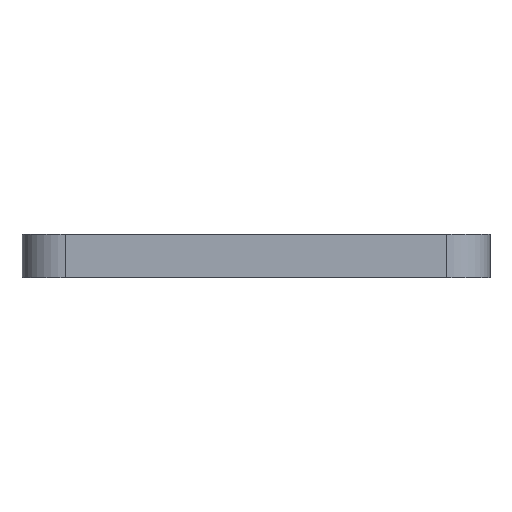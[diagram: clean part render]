
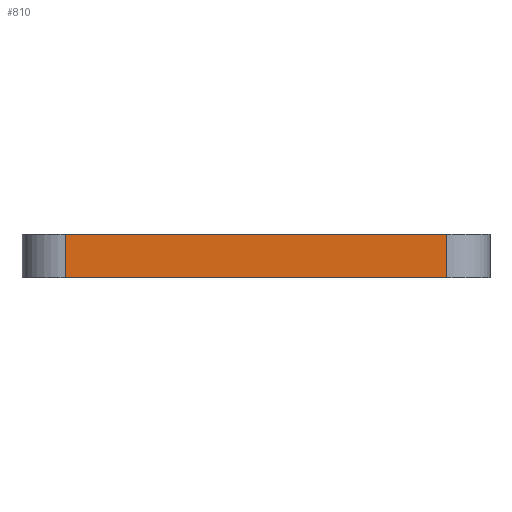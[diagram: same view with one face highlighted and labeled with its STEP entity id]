
A CAD part, front view. The second image highlights one B-rep face of the part: STEP entity #810.
In plain terms, the highlighted planar face has unit normal (0, -1, 0).
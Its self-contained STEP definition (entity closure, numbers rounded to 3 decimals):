
#123 = VERTEX_POINT ( 'NONE', #512 ) ;
#230 = EDGE_CURVE ( 'NONE', #123, #575, #1080, .T. ) ;
#344 = EDGE_CURVE ( 'NONE', #123, #411, #868, .T. ) ;
#359 = EDGE_CURVE ( 'NONE', #575, #581, #974, .T. ) ;
#362 = EDGE_CURVE ( 'NONE', #581, #411, #1004, .T. ) ;
#363 = AXIS2_PLACEMENT_3D ( 'NONE', #1214, #1207, #1183 ) ;
#411 = VERTEX_POINT ( 'NONE', #1277 ) ;
#492 = CARTESIAN_POINT ( 'NONE',  ( 25., 0., 25. ) ) ;
#512 = CARTESIAN_POINT ( 'NONE',  ( 25., 0., 25. ) ) ;
#536 = DIRECTION ( 'NONE',  ( 0., 0., -1. ) ) ;
#575 = VERTEX_POINT ( 'NONE', #1301 ) ;
#581 = VERTEX_POINT ( 'NONE', #1285 ) ;
#601 = ORIENTED_EDGE ( 'NONE', *, *, #230, .T. ) ;
#623 = ORIENTED_EDGE ( 'NONE', *, *, #362, .T. ) ;
#626 = ORIENTED_EDGE ( 'NONE', *, *, #344, .F. ) ;
#638 = ORIENTED_EDGE ( 'NONE', *, *, #359, .T. ) ;
#808 = EDGE_LOOP ( 'NONE', ( #638, #623, #626, #601 ) ) ;
#810 = ADVANCED_FACE ( 'NONE', ( #1009 ), #1189, .F. ) ;
#868 = LINE ( 'NONE', #1249, #903 ) ;
#903 = VECTOR ( 'NONE', #1234, 1000. ) ;
#974 = LINE ( 'NONE', #1177, #977 ) ;
#977 = VECTOR ( 'NONE', #1166, 1000. ) ;
#1002 = VECTOR ( 'NONE', #1192, 1000. ) ;
#1004 = LINE ( 'NONE', #1253, #1002 ) ;
#1009 = FACE_OUTER_BOUND ( 'NONE', #808, .T. ) ;
#1080 = LINE ( 'NONE', #492, #1082 ) ;
#1082 = VECTOR ( 'NONE', #536, 1000. ) ;
#1166 = DIRECTION ( 'NONE',  ( 1., 0., 0. ) ) ;
#1177 = CARTESIAN_POINT ( 'NONE',  ( 0., 0., 0. ) ) ;
#1183 = DIRECTION ( 'NONE',  ( 0., 0., 1. ) ) ;
#1189 = PLANE ( 'NONE',  #363 ) ;
#1192 = DIRECTION ( 'NONE',  ( 0., 0., 1. ) ) ;
#1207 = DIRECTION ( 'NONE',  ( 0., 1., 0. ) ) ;
#1214 = CARTESIAN_POINT ( 'NONE',  ( 0., 0., 25. ) ) ;
#1234 = DIRECTION ( 'NONE',  ( 1., 0., 0. ) ) ;
#1249 = CARTESIAN_POINT ( 'NONE',  ( 0., 0., 25. ) ) ;
#1253 = CARTESIAN_POINT ( 'NONE',  ( 245., 0., 25. ) ) ;
#1277 = CARTESIAN_POINT ( 'NONE',  ( 245., 0., 25. ) ) ;
#1285 = CARTESIAN_POINT ( 'NONE',  ( 245., 0., 0. ) ) ;
#1301 = CARTESIAN_POINT ( 'NONE',  ( 25., 0., 0. ) ) ;
